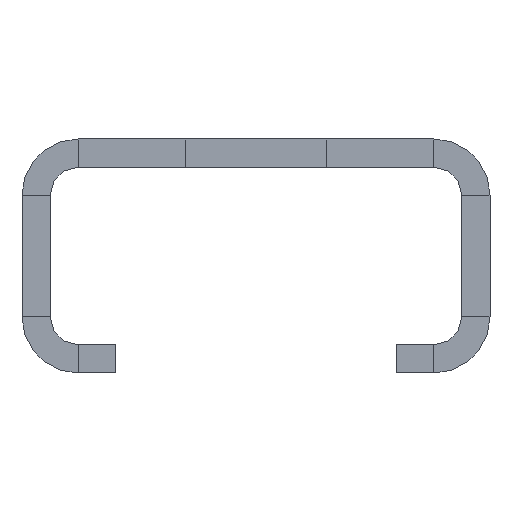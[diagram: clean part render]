
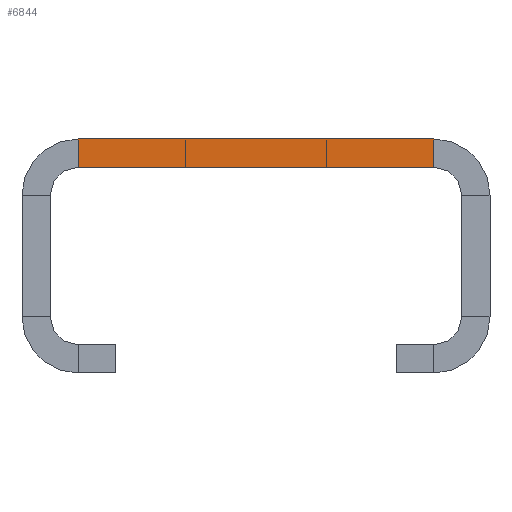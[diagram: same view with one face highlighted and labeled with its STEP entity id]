
A CAD part, front view. The second image highlights one B-rep face of the part: STEP entity #6844.
In plain terms, the highlighted planar face has unit normal (0, -1, 0).
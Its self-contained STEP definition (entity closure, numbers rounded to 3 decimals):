
#1553=DIRECTION('',(0.,0.,-1.));
#1554=VECTOR('',#1553,1.2);
#1555=CARTESIAN_POINT('',(7.6,-1000.,0.));
#1556=LINE('',#1555,#1554);
#1557=DIRECTION('',(1.,0.,0.));
#1558=VECTOR('',#1557,15.2);
#1559=CARTESIAN_POINT('',(-7.6,-1000.,-1.2));
#1560=LINE('',#1559,#1558);
#1561=DIRECTION('',(1.,0.,0.));
#1562=VECTOR('',#1561,15.2);
#1563=CARTESIAN_POINT('',(-7.6,-1000.,0.));
#1564=LINE('',#1563,#1562);
#3073=DIRECTION('',(0.,0.,-1.));
#3074=VECTOR('',#3073,1.2);
#3075=CARTESIAN_POINT('',(-7.6,-1000.,0.));
#3076=LINE('',#3075,#3074);
#4506=CARTESIAN_POINT('',(7.6,-1000.,0.));
#4508=VERTEX_POINT('',#4506);
#4518=CARTESIAN_POINT('',(-7.6,-1000.,0.));
#4520=VERTEX_POINT('',#4518);
#4538=CARTESIAN_POINT('',(7.6,-1000.,-1.2));
#4540=VERTEX_POINT('',#4538);
#4550=CARTESIAN_POINT('',(-7.6,-1000.,-1.2));
#4552=VERTEX_POINT('',#4550);
#6830=CARTESIAN_POINT('',(0.,-1000.,-0.6));
#6831=DIRECTION('',(0.,-1.,0.));
#6832=DIRECTION('',(1.,0.,0.));
#6833=AXIS2_PLACEMENT_3D('',#6830,#6831,#6832);
#6834=PLANE('',#6833);
#6836=ORIENTED_EDGE('',*,*,#6835,.T.);
#6838=ORIENTED_EDGE('',*,*,#6837,.F.);
#6840=ORIENTED_EDGE('',*,*,#6839,.F.);
#6841=ORIENTED_EDGE('',*,*,#6021,.T.);
#6842=EDGE_LOOP('',(#6836,#6838,#6840,#6841));
#6843=FACE_OUTER_BOUND('',#6842,.F.);
#6844=ADVANCED_FACE('',(#6843),#6834,.T.);
#6021=EDGE_CURVE('',#4520,#4508,#1564,.T.);
#6835=EDGE_CURVE('',#4508,#4540,#1556,.T.);
#6837=EDGE_CURVE('',#4552,#4540,#1560,.T.);
#6839=EDGE_CURVE('',#4520,#4552,#3076,.T.);
